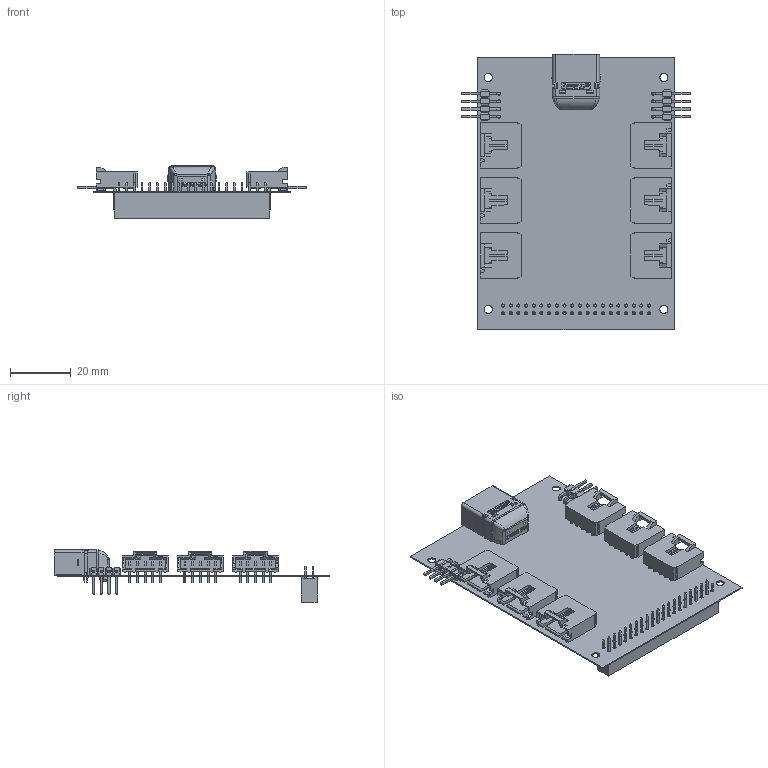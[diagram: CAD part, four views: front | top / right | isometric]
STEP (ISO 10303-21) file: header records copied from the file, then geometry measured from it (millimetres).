
FILE_DESCRIPTION(('Open CASCADE Model'),'2;1');
FILE_NAME('Open CASCADE Shape Model','2024-02-21T23:30:50',('Author'),( 'Open CASCADE'),'Open CASCADE STEP processor 6.8','Open CASCADE 6.8' ,'Unknown');
FILE_SCHEMA(('AUTOMOTIVE_DESIGN { 1 0 10303 214 1 1 1 1 }'));
Length unit declared in the file: millimetre
Products named in the file (24): PCB; Board; Open CASCADE STEP translator 6.8 2.1.1; J1; c-5-103634-4-z-3d; J5; 7587224240; J4; 7586644592; J9; J8; J7; J6; J2; P1; AMASS_XT60PW_M; User_Library-XT60PW_3D_DRAWING_XT60____-8______-UL-21156; User_Library-XT60PW_3D_DRAWING_XT60____-8____-21157; User_Library-XT60PW_3D_DRAWING_XT60____-8________; User_Library-XT60PW_3D_DRAWING_XT60PW-M20____-8-UL; J3; PPTC202LFBN-RC--3DModel-STEP-269445; 2_row_tin_body_20; 2_row_tin_pins
Assembly tree (49 placements, depth 4):
  PCB
    Board
      Open CASCADE STEP translator 6.8 2.1.1
    J1
      c-5-103634-4-z-3d
    J5
      7587224240
    J4
      7586644592
    J9
      c-5-103634-4-z-3d
    J8
      c-5-103634-4-z-3d
    J7
      c-5-103634-4-z-3d
    J6
      c-5-103634-4-z-3d
    J2
      c-5-103634-4-z-3d
    P1
      AMASS_XT60PW_M
        User_Library-XT60PW_3D_DRAWING_XT60____-8______-UL-21156
        User_Library-XT60PW_3D_DRAWING_XT60____-8____-21157  x2
        User_Library-XT60PW_3D_DRAWING_XT60____-8________  x2
        User_Library-XT60PW_3D_DRAWING_XT60PW-M20____-8-UL
    J3
      PPTC202LFBN-RC--3DModel-STEP-269445
        2_row_tin_body_20
        2_row_tin_pins  x20
Bounding box: 75.75 x 90.98 x 17.32 mm (x, y, z)
Volume: 9732.7 mm3; surface area: 25119 mm2
Topology: 112 solids, 114 shells, 3227 faces, 8262 edges, 5342 vertices
Faces by surface type: plane 2620, cylinder 497, bspline 80, cone 22, revolution 8
Full cylindrical faces by diameter (mm): 0.89 x30, 1.016 x8, 1.02 x40, 2.7 x6
Entity records: 54412 total; most frequent: CARTESIAN_POINT 13599, ORIENTED_EDGE 7864, DIRECTION 7297, EDGE_CURVE 3932, LINE 3223, VECTOR 3223, VERTEX_POINT 2491, AXIS2_PLACEMENT_3D 2035
